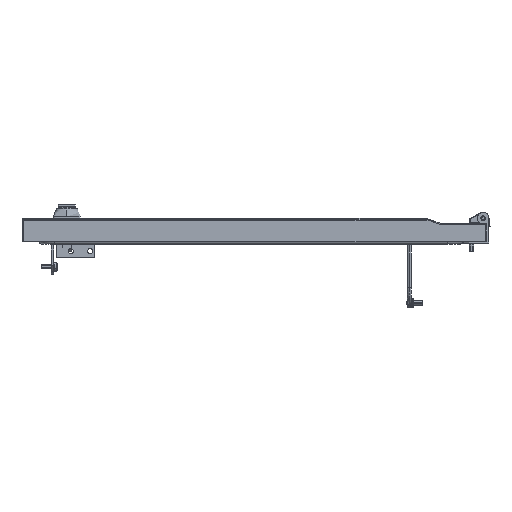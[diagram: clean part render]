
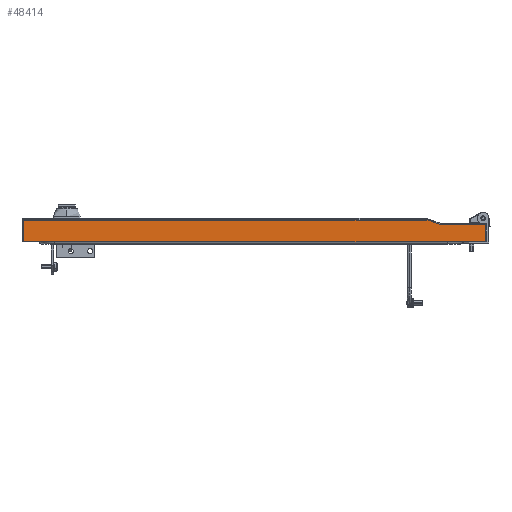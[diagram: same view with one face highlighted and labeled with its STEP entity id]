
A CAD part, front view. The second image highlights one B-rep face of the part: STEP entity #48414.
In plain terms, the highlighted planar face has unit normal (0, -1, 0).
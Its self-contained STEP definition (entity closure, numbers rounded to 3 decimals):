
#358 = VERTEX_POINT ( 'NONE', #15863 ) ;
#811 = EDGE_CURVE ( 'NONE', #46601, #6861, #36675, .T. ) ;
#816 = EDGE_CURVE ( 'NONE', #14793, #10854, #51188, .T. ) ;
#2904 = AXIS2_PLACEMENT_3D ( 'NONE', #3180, #18359, #13848 ) ;
#2916 = DIRECTION ( 'NONE',  ( -1., 0., 0. ) ) ;
#3180 = CARTESIAN_POINT ( 'NONE',  ( 0., -1006.5, 0. ) ) ;
#3593 = CARTESIAN_POINT ( 'NONE',  ( -258.135, -1006.5, -30. ) ) ;
#3601 = CARTESIAN_POINT ( 'NONE',  ( 335.567, -1006.5, -10.453 ) ) ;
#6555 = EDGE_CURVE ( 'NONE', #36351, #31233, #61793, .T. ) ;
#6861 = VERTEX_POINT ( 'NONE', #11518 ) ;
#8035 = CARTESIAN_POINT ( 'NONE',  ( 280.973, -1006.5, -4.453 ) ) ;
#8190 = DIRECTION ( 'NONE',  ( 1., 0., 0. ) ) ;
#8892 = CARTESIAN_POINT ( 'NONE',  ( 260.935, -1006.5, -2.8 ) ) ;
#9823 = VECTOR ( 'NONE', #56606, 1000. ) ;
#10063 = ORIENTED_EDGE ( 'NONE', *, *, #811, .F. ) ;
#10854 = VERTEX_POINT ( 'NONE', #42281 ) ;
#11518 = CARTESIAN_POINT ( 'NONE',  ( 262.263, -1006.5, -1.9 ) ) ;
#13848 = DIRECTION ( 'NONE',  ( 0., 0., -1. ) ) ;
#14175 = CARTESIAN_POINT ( 'NONE',  ( 260.935, -1006.5, -2.8 ) ) ;
#14181 = AXIS2_PLACEMENT_3D ( 'NONE', #8035, #34810, #66844 ) ;
#14201 = PLANE ( 'NONE',  #2904 ) ;
#14409 = ORIENTED_EDGE ( 'NONE', *, *, #67040, .F. ) ;
#14793 = VERTEX_POINT ( 'NONE', #19606 ) ;
#15812 = ORIENTED_EDGE ( 'NONE', *, *, #816, .F. ) ;
#15863 = CARTESIAN_POINT ( 'NONE',  ( 335.567, -1006.5, -8.453 ) ) ;
#18103 = LINE ( 'NONE', #3593, #38220 ) ;
#18325 = DIRECTION ( 'NONE',  ( -1., 0., -0.001 ) ) ;
#18359 = DIRECTION ( 'NONE',  ( 0., 1., 0. ) ) ;
#19409 = VECTOR ( 'NONE', #46010, 1000. ) ;
#19606 = CARTESIAN_POINT ( 'NONE',  ( 337.567, -1006.5, -10.453 ) ) ;
#19615 = EDGE_CURVE ( 'NONE', #6861, #60798, #48206, .T. ) ;
#21222 = ORIENTED_EDGE ( 'NONE', *, *, #6555, .T. ) ;
#21527 = VECTOR ( 'NONE', #21762, 1000. ) ;
#21762 = DIRECTION ( 'NONE',  ( 0.94, 0., -0.342 ) ) ;
#22104 = CARTESIAN_POINT ( 'NONE',  ( 279.605, -1006.5, -8.212 ) ) ;
#22442 = CARTESIAN_POINT ( 'NONE',  ( 335.567, -1006.5, -8.453 ) ) ;
#22685 = AXIS2_PLACEMENT_3D ( 'NONE', #3601, #44523, #40391 ) ;
#23408 = VECTOR ( 'NONE', #43380, 1000. ) ;
#25070 = CARTESIAN_POINT ( 'NONE',  ( 262.263, -1006.5, -1.9 ) ) ;
#26498 = EDGE_CURVE ( 'NONE', #49767, #46601, #31681, .T. ) ;
#26543 = CARTESIAN_POINT ( 'NONE',  ( 260.935, -1006.5, -2.8 ) ) ;
#28246 = CARTESIAN_POINT ( 'NONE',  ( 279.605, -1006.5, -8.212 ) ) ;
#28968 = ORIENTED_EDGE ( 'NONE', *, *, #54159, .F. ) ;
#31233 = VERTEX_POINT ( 'NONE', #49184 ) ;
#31681 = LINE ( 'NONE', #26543, #54864 ) ;
#32085 = CARTESIAN_POINT ( 'NONE',  ( 260.935, -1006.5, -30. ) ) ;
#33115 = VERTEX_POINT ( 'NONE', #32085 ) ;
#34810 = DIRECTION ( 'NONE',  ( 0., -1., 0. ) ) ;
#35674 = ORIENTED_EDGE ( 'NONE', *, *, #55799, .F. ) ;
#36351 = VERTEX_POINT ( 'NONE', #46408 ) ;
#36675 = LINE ( 'NONE', #25070, #49017 ) ;
#38220 = VECTOR ( 'NONE', #2916, 1000. ) ;
#39077 = CARTESIAN_POINT ( 'NONE',  ( 261.935, -1006.5, -2.8 ) ) ;
#39370 = CIRCLE ( 'NONE', #14181, 4. ) ;
#39917 = LINE ( 'NONE', #48914, #46984 ) ;
#40100 = ORIENTED_EDGE ( 'NONE', *, *, #19615, .F. ) ;
#40294 = FACE_OUTER_BOUND ( 'NONE', #50608, .T. ) ;
#40391 = DIRECTION ( 'NONE',  ( 1., 0., 0. ) ) ;
#40583 = EDGE_CURVE ( 'NONE', #60798, #42286, #39370, .T. ) ;
#42281 = CARTESIAN_POINT ( 'NONE',  ( 337.567, -1006.5, -29.953 ) ) ;
#42286 = VERTEX_POINT ( 'NONE', #49162 ) ;
#42819 = ORIENTED_EDGE ( 'NONE', *, *, #26498, .F. ) ;
#43380 = DIRECTION ( 'NONE',  ( 1., 0., 0. ) ) ;
#44523 = DIRECTION ( 'NONE',  ( 0., 1., 0. ) ) ;
#45920 = CARTESIAN_POINT ( 'NONE',  ( -259.364, -1006.5, -2.8 ) ) ;
#46010 = DIRECTION ( 'NONE',  ( 0., 0., -1. ) ) ;
#46408 = CARTESIAN_POINT ( 'NONE',  ( -259.364, -1006.5, -2.8 ) ) ;
#46452 = VECTOR ( 'NONE', #8190, 1000. ) ;
#46601 = VERTEX_POINT ( 'NONE', #39077 ) ;
#46984 = VECTOR ( 'NONE', #18325, 1000. ) ;
#47025 = DIRECTION ( 'NONE',  ( 0.342, 0., 0.94 ) ) ;
#47529 = DIRECTION ( 'NONE',  ( 1., 0., 0. ) ) ;
#47984 = EDGE_CURVE ( 'NONE', #358, #14793, #49009, .T. ) ;
#48206 = LINE ( 'NONE', #22104, #21527 ) ;
#48414 = ADVANCED_FACE ( 'NONE', ( #40294 ), #14201, .F. ) ;
#48558 = LINE ( 'NONE', #22442, #23408 ) ;
#48914 = CARTESIAN_POINT ( 'NONE',  ( 260.935, -1006.5, -30. ) ) ;
#49009 = CIRCLE ( 'NONE', #22685, 2. ) ;
#49017 = VECTOR ( 'NONE', #47025, 1000. ) ;
#49162 = CARTESIAN_POINT ( 'NONE',  ( 280.973, -1006.5, -8.453 ) ) ;
#49184 = CARTESIAN_POINT ( 'NONE',  ( -259.364, -1006.5, -30. ) ) ;
#49767 = VERTEX_POINT ( 'NONE', #14175 ) ;
#50608 = EDGE_LOOP ( 'NONE', ( #14409, #21222, #35674, #28968, #15812, #57447, #65872, #56610, #40100, #10063, #42819 ) ) ;
#51188 = LINE ( 'NONE', #57700, #19409 ) ;
#54159 = EDGE_CURVE ( 'NONE', #10854, #33115, #39917, .T. ) ;
#54864 = VECTOR ( 'NONE', #47529, 1000. ) ;
#55337 = LINE ( 'NONE', #8892, #46452 ) ;
#55799 = EDGE_CURVE ( 'NONE', #33115, #31233, #18103, .T. ) ;
#56606 = DIRECTION ( 'NONE',  ( 0., 0., -1. ) ) ;
#56610 = ORIENTED_EDGE ( 'NONE', *, *, #40583, .F. ) ;
#57447 = ORIENTED_EDGE ( 'NONE', *, *, #47984, .F. ) ;
#57700 = CARTESIAN_POINT ( 'NONE',  ( 337.567, -1006.5, -29.953 ) ) ;
#60798 = VERTEX_POINT ( 'NONE', #28246 ) ;
#60839 = EDGE_CURVE ( 'NONE', #42286, #358, #48558, .T. ) ;
#61793 = LINE ( 'NONE', #45920, #9823 ) ;
#65872 = ORIENTED_EDGE ( 'NONE', *, *, #60839, .F. ) ;
#66844 = DIRECTION ( 'NONE',  ( -1., 0., 0. ) ) ;
#67040 = EDGE_CURVE ( 'NONE', #36351, #49767, #55337, .T. ) ;
